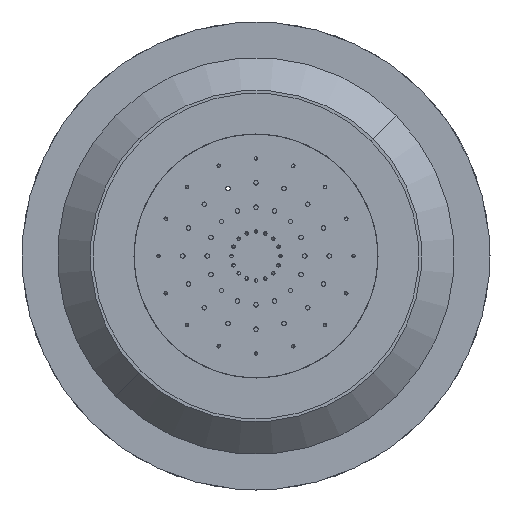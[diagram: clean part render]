
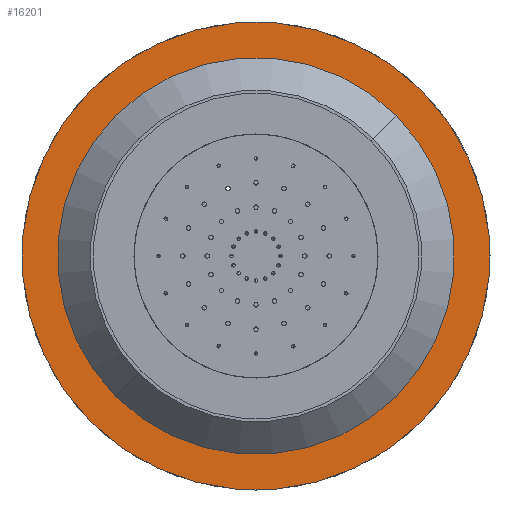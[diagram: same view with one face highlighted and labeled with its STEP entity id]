
A CAD part, front view. The second image highlights one B-rep face of the part: STEP entity #16201.
In plain terms, the highlighted planar face has unit normal (0, -1, 0).
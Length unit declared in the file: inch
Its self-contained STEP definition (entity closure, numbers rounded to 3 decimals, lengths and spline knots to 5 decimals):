
#663 = AXIS2_PLACEMENT_3D ( 'NONE', #6595, #15428, #9039 ) ;
#848 = DIRECTION ( 'NONE',  ( 0., 0., 1. ) ) ;
#1102 = ORIENTED_EDGE ( 'NONE', *, *, #12589, .F. ) ;
#1366 = AXIS2_PLACEMENT_3D ( 'NONE', #16241, #5034, #9955 ) ;
#1566 = VERTEX_POINT ( 'NONE', #6028 ) ;
#1644 = CARTESIAN_POINT ( 'NONE',  ( 0., 1.5, 0. ) ) ;
#1829 = FACE_BOUND ( 'NONE', #4946, .T. ) ;
#3288 = CIRCLE ( 'NONE', #663, 2.4375 ) ;
#3418 = DIRECTION ( 'NONE',  ( 0., 0., 1. ) ) ;
#4005 = CIRCLE ( 'NONE', #1366, 2.875 ) ;
#4047 = DIRECTION ( 'NONE',  ( 0., 1., 0. ) ) ;
#4198 = VERTEX_POINT ( 'NONE', #8906 ) ;
#4237 = CARTESIAN_POINT ( 'NONE',  ( 0., 1.5, 2.4375 ) ) ;
#4267 = CARTESIAN_POINT ( 'NONE',  ( 0., 1.5, -2.875 ) ) ;
#4504 = EDGE_CURVE ( 'NONE', #5663, #4198, #4005, .T. ) ;
#4946 = EDGE_LOOP ( 'NONE', ( #14669, #8905 ) ) ;
#5034 = DIRECTION ( 'NONE',  ( 0., 1., 0. ) ) ;
#5242 = EDGE_CURVE ( 'NONE', #13391, #1566, #3288, .T. ) ;
#5663 = VERTEX_POINT ( 'NONE', #4267 ) ;
#6028 = CARTESIAN_POINT ( 'NONE',  ( 0., 1.5, -2.4375 ) ) ;
#6595 = CARTESIAN_POINT ( 'NONE',  ( 0., 1.5, 0. ) ) ;
#6676 = DIRECTION ( 'NONE',  ( 0., 0., 1. ) ) ;
#6702 = EDGE_LOOP ( 'NONE', ( #8789, #1102 ) ) ;
#7031 = FACE_OUTER_BOUND ( 'NONE', #6702, .T. ) ;
#7618 = AXIS2_PLACEMENT_3D ( 'NONE', #14392, #9405, #848 ) ;
#8789 = ORIENTED_EDGE ( 'NONE', *, *, #4504, .F. ) ;
#8905 = ORIENTED_EDGE ( 'NONE', *, *, #5242, .T. ) ;
#8906 = CARTESIAN_POINT ( 'NONE',  ( 0., 1.5, 2.875 ) ) ;
#9039 = DIRECTION ( 'NONE',  ( 0., 0., 1. ) ) ;
#9060 = AXIS2_PLACEMENT_3D ( 'NONE', #1644, #4047, #6676 ) ;
#9405 = DIRECTION ( 'NONE',  ( 0., 1., 0. ) ) ;
#9664 = DIRECTION ( 'NONE',  ( 0., 1., 0. ) ) ;
#9955 = DIRECTION ( 'NONE',  ( 0., 0., 1. ) ) ;
#11143 = EDGE_CURVE ( 'NONE', #1566, #13391, #13773, .T. ) ;
#11410 = AXIS2_PLACEMENT_3D ( 'NONE', #13513, #9664, #3418 ) ;
#11957 = CIRCLE ( 'NONE', #9060, 2.875 ) ;
#12111 = PLANE ( 'NONE',  #7618 ) ;
#12589 = EDGE_CURVE ( 'NONE', #4198, #5663, #11957, .T. ) ;
#13391 = VERTEX_POINT ( 'NONE', #4237 ) ;
#13513 = CARTESIAN_POINT ( 'NONE',  ( 0., 1.5, 0. ) ) ;
#13773 = CIRCLE ( 'NONE', #11410, 2.4375 ) ;
#14392 = CARTESIAN_POINT ( 'NONE',  ( 0., 1.5, 0. ) ) ;
#14669 = ORIENTED_EDGE ( 'NONE', *, *, #11143, .T. ) ;
#15428 = DIRECTION ( 'NONE',  ( 0., 1., 0. ) ) ;
#16201 = ADVANCED_FACE ( 'NONE', ( #1829, #7031 ), #12111, .F. ) ;
#16241 = CARTESIAN_POINT ( 'NONE',  ( 0., 1.5, 0. ) ) ;
